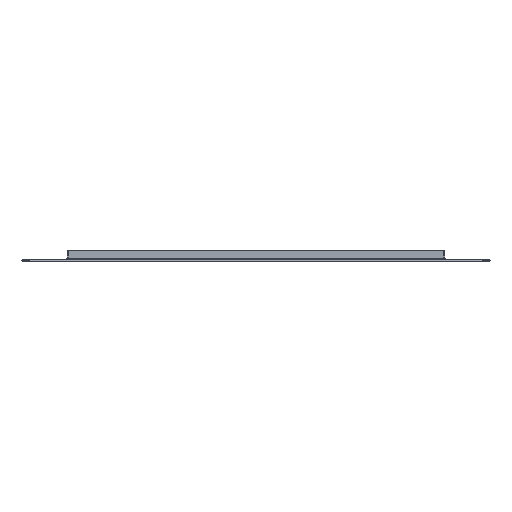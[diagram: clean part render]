
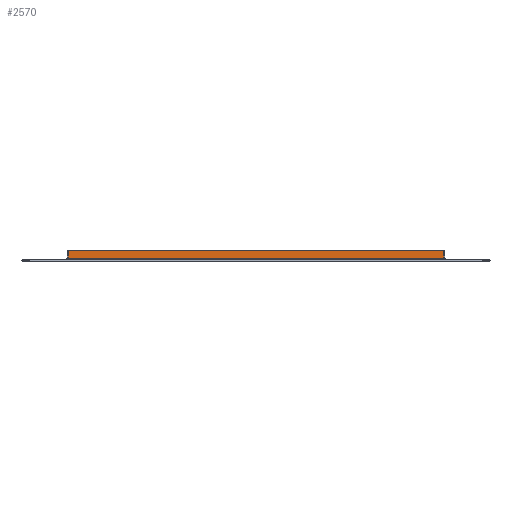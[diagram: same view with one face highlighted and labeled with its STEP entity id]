
A CAD part, front view. The second image highlights one B-rep face of the part: STEP entity #2570.
In plain terms, the highlighted planar face has unit normal (0, -1, 0).
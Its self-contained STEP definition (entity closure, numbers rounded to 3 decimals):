
#218 = VECTOR ( 'NONE', #2751, 1000. ) ;
#306 = CARTESIAN_POINT ( 'NONE',  ( 166.6, -946.5, 10. ) ) ;
#340 = DIRECTION ( 'NONE',  ( 0., 0., -1. ) ) ;
#391 = EDGE_CURVE ( 'NONE', #3375, #3958, #567, .T. ) ;
#404 = FACE_OUTER_BOUND ( 'NONE', #1320, .T. ) ;
#567 = LINE ( 'NONE', #306, #1625 ) ;
#848 = ORIENTED_EDGE ( 'NONE', *, *, #3188, .F. ) ;
#899 = DIRECTION ( 'NONE',  ( 1., 0., 0. ) ) ;
#969 = VERTEX_POINT ( 'NONE', #4083 ) ;
#1061 = LINE ( 'NONE', #2359, #218 ) ;
#1320 = EDGE_LOOP ( 'NONE', ( #1998, #1452, #2115, #848 ) ) ;
#1452 = ORIENTED_EDGE ( 'NONE', *, *, #2085, .T. ) ;
#1469 = LINE ( 'NONE', #2200, #1936 ) ;
#1599 = CARTESIAN_POINT ( 'NONE',  ( -166.6, -946.5, 3. ) ) ;
#1608 = AXIS2_PLACEMENT_3D ( 'NONE', #4111, #2835, #2812 ) ;
#1625 = VECTOR ( 'NONE', #340, 1000. ) ;
#1784 = EDGE_CURVE ( 'NONE', #2172, #969, #1469, .T. ) ;
#1791 = CARTESIAN_POINT ( 'NONE',  ( -166.6, -946.5, 10. ) ) ;
#1936 = VECTOR ( 'NONE', #3367, 1000. ) ;
#1998 = ORIENTED_EDGE ( 'NONE', *, *, #1784, .T. ) ;
#2085 = EDGE_CURVE ( 'NONE', #969, #3958, #3116, .T. ) ;
#2115 = ORIENTED_EDGE ( 'NONE', *, *, #391, .F. ) ;
#2172 = VERTEX_POINT ( 'NONE', #1791 ) ;
#2200 = CARTESIAN_POINT ( 'NONE',  ( -166.6, -946.5, 10. ) ) ;
#2226 = VECTOR ( 'NONE', #899, 1000. ) ;
#2359 = CARTESIAN_POINT ( 'NONE',  ( -166.6, -946.5, 10. ) ) ;
#2559 = CARTESIAN_POINT ( 'NONE',  ( 166.6, -946.5, 3. ) ) ;
#2570 = ADVANCED_FACE ( 'NONE', ( #404 ), #3788, .F. ) ;
#2751 = DIRECTION ( 'NONE',  ( 1., 0., 0. ) ) ;
#2812 = DIRECTION ( 'NONE',  ( 0., 0., 1. ) ) ;
#2835 = DIRECTION ( 'NONE',  ( 0., 1., 0. ) ) ;
#3116 = LINE ( 'NONE', #1599, #2226 ) ;
#3188 = EDGE_CURVE ( 'NONE', #2172, #3375, #1061, .T. ) ;
#3367 = DIRECTION ( 'NONE',  ( 0., 0., -1. ) ) ;
#3375 = VERTEX_POINT ( 'NONE', #3867 ) ;
#3788 = PLANE ( 'NONE',  #1608 ) ;
#3867 = CARTESIAN_POINT ( 'NONE',  ( 166.6, -946.5, 10. ) ) ;
#3958 = VERTEX_POINT ( 'NONE', #2559 ) ;
#4083 = CARTESIAN_POINT ( 'NONE',  ( -166.6, -946.5, 3. ) ) ;
#4111 = CARTESIAN_POINT ( 'NONE',  ( -166.6, -946.5, 10. ) ) ;
